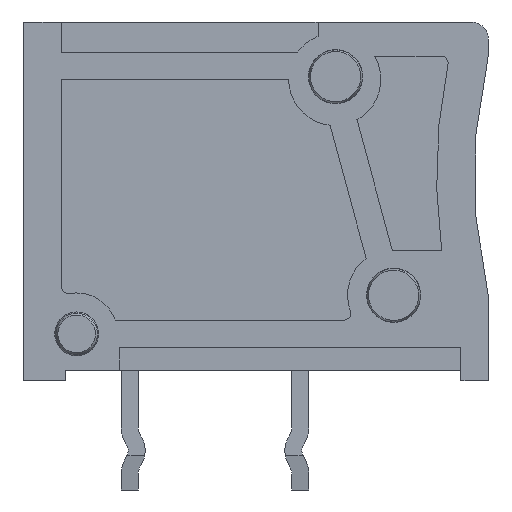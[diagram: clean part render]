
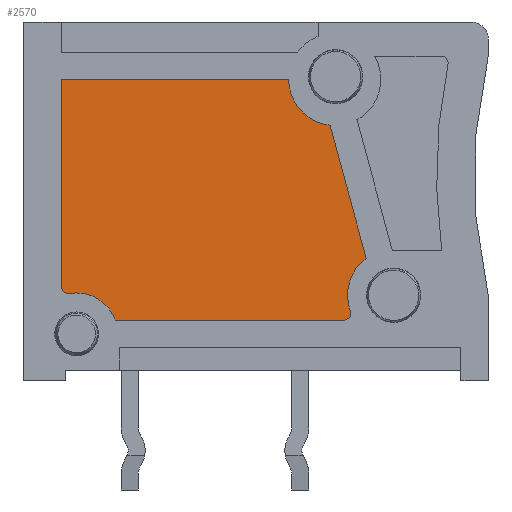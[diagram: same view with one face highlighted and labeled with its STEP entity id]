
A CAD part, left-side view. The second image highlights one B-rep face of the part: STEP entity #2570.
In plain terms, the highlighted planar face has unit normal (-1, 0, 0).
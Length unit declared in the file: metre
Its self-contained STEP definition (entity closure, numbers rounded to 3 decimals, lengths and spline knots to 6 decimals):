
#2570 = ADVANCED_FACE( '', ( #5478 ), #5479, .T. );
#5478 = FACE_OUTER_BOUND( '', #9557, .T. );
#5479 = PLANE( '', #9558 );
#9557 = EDGE_LOOP( '', ( #17256, #17257, #17258, #17259, #17260, #17261, #17262, #17263, #17264 ) );
#9558 = AXIS2_PLACEMENT_3D( '', #17265, #17266, #17267 );
#17256 = ORIENTED_EDGE( '', *, *, #22324, .F. );
#17257 = ORIENTED_EDGE( '', *, *, #19823, .T. );
#17258 = ORIENTED_EDGE( '', *, *, #22325, .F. );
#17259 = ORIENTED_EDGE( '', *, *, #22243, .F. );
#17260 = ORIENTED_EDGE( '', *, *, #21643, .F. );
#17261 = ORIENTED_EDGE( '', *, *, #20569, .F. );
#17262 = ORIENTED_EDGE( '', *, *, #21640, .F. );
#17263 = ORIENTED_EDGE( '', *, *, #21811, .F. );
#17264 = ORIENTED_EDGE( '', *, *, #22213, .F. );
#17265 = CARTESIAN_POINT( '', ( -0.002251, -0.002575, 0.00282 ) );
#17266 = DIRECTION( '', ( -1., 0., 0. ) );
#17267 = DIRECTION( '', ( 0., -1., 0. ) );
#19823 = EDGE_CURVE( '', #23741, #23742, #23743, .T. );
#20569 = EDGE_CURVE( '', #24971, #24973, #24974, .T. );
#21640 = EDGE_CURVE( '', #26532, #24971, #26534, .T. );
#21643 = EDGE_CURVE( '', #24973, #26538, #26539, .T. );
#21811 = EDGE_CURVE( '', #26757, #26532, #26759, .T. );
#22213 = EDGE_CURVE( '', #27245, #26757, #27247, .T. );
#22243 = EDGE_CURVE( '', #26538, #27280, #27281, .T. );
#22324 = EDGE_CURVE( '', #23741, #27245, #27376, .T. );
#22325 = EDGE_CURVE( '', #27280, #23742, #27377, .T. );
#23741 = VERTEX_POINT( '', #29333 );
#23742 = VERTEX_POINT( '', #29334 );
#23743 = LINE( '', #29335, #29336 );
#24971 = VERTEX_POINT( '', #31108 );
#24973 = VERTEX_POINT( '', #31111 );
#24974 = CIRCLE( '', #31112, 0.00135 );
#26532 = VERTEX_POINT( '', #33329 );
#26534 = LINE( '', #33332, #33333 );
#26538 = VERTEX_POINT( '', #33338 );
#26539 = LINE( '', #33339, #33340 );
#26757 = VERTEX_POINT( '', #33656 );
#26759 = LINE( '', #33659, #33660 );
#27245 = VERTEX_POINT( '', #34343 );
#27247 = CIRCLE( '', #34346, 0.0002 );
#27280 = VERTEX_POINT( '', #34393 );
#27281 = CIRCLE( '', #34394, 0.00135 );
#27376 = CIRCLE( '', #34517, 0.0012 );
#27377 = CIRCLE( '', #34518, 0.0002 );
#29333 = CARTESIAN_POINT( '', ( -0.002251, 0.003849, -0.004228 ) );
#29334 = CARTESIAN_POINT( '', ( -0.002251, -0.002872, -0.004228 ) );
#29335 = CARTESIAN_POINT( '', ( -0.002251, -0.002575, -0.004228 ) );
#29336 = VECTOR( '', #35736, 1. );
#31108 = CARTESIAN_POINT( '', ( -0.002251, -0.001225, 0.00282 ) );
#31111 = CARTESIAN_POINT( '', ( -0.002251, -0.00244, 0.001477 ) );
#31112 = AXIS2_PLACEMENT_3D( '', #36645, #36646, #36647 );
#33329 = CARTESIAN_POINT( '', ( -0.002251, 0.00543, 0.00282 ) );
#33332 = CARTESIAN_POINT( '', ( -0.002251, 0.00543, 0.00282 ) );
#33333 = VECTOR( '', #37871, 1. );
#33338 = CARTESIAN_POINT( '', ( -0.002251, -0.003496, -0.002416 ) );
#33339 = CARTESIAN_POINT( '', ( -0.002251, -0.00244, 0.001477 ) );
#33340 = VECTOR( '', #37873, 1. );
#33656 = CARTESIAN_POINT( '', ( -0.002251, 0.00543, -0.003253 ) );
#33659 = CARTESIAN_POINT( '', ( -0.002251, 0.00543, -0.003253 ) );
#33660 = VECTOR( '', #38042, 1. );
#34343 = CARTESIAN_POINT( '', ( -0.002251, 0.005194, -0.003449 ) );
#34346 = AXIS2_PLACEMENT_3D( '', #38437, #38438, #38439 );
#34393 = CARTESIAN_POINT( '', ( -0.002251, -0.003031, -0.003962 ) );
#34394 = AXIS2_PLACEMENT_3D( '', #38460, #38461, #38462 );
#34517 = AXIS2_PLACEMENT_3D( '', #38530, #38531, #38532 );
#34518 = AXIS2_PLACEMENT_3D( '', #38533, #38534, #38535 );
#35736 = DIRECTION( '', ( 0., -1., 0. ) );
#36645 = CARTESIAN_POINT( '', ( -0.002251, -0.002575, 0.00282 ) );
#36646 = DIRECTION( '', ( -1., 0., 0. ) );
#36647 = DIRECTION( '', ( 0., -1., 0. ) );
#37871 = DIRECTION( '', ( 0., -1., 0. ) );
#37873 = DIRECTION( '', ( 0., -0.262, -0.965 ) );
#38042 = DIRECTION( '', ( 0., 0., 1. ) );
#38437 = CARTESIAN_POINT( '', ( -0.002251, 0.00523, -0.003253 ) );
#38438 = DIRECTION( '', ( 1., 0., 0. ) );
#38439 = DIRECTION( '', ( 0., -1., 0. ) );
#38460 = CARTESIAN_POINT( '', ( -0.002251, -0.0043, -0.0035 ) );
#38461 = DIRECTION( '', ( -1., 0., 0. ) );
#38462 = DIRECTION( '', ( 0., -1., 0. ) );
#38530 = CARTESIAN_POINT( '', ( -0.002251, 0.00498, -0.00463 ) );
#38531 = DIRECTION( '', ( -1., 0., 0. ) );
#38532 = DIRECTION( '', ( 0., -1., 0. ) );
#38533 = CARTESIAN_POINT( '', ( -0.002251, -0.002843, -0.00403 ) );
#38534 = DIRECTION( '', ( 1., 0., 0. ) );
#38535 = DIRECTION( '', ( 0., 1., 0. ) );
